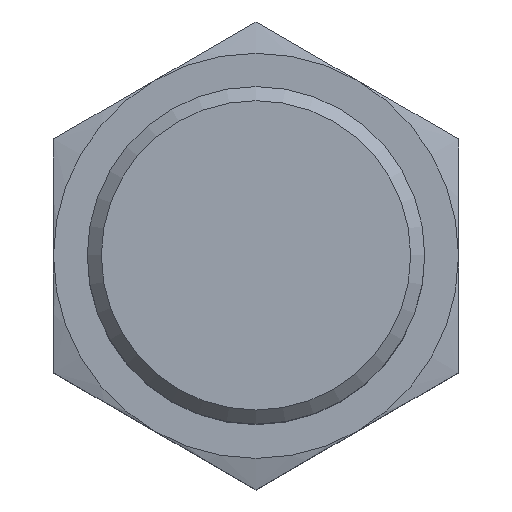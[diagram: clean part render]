
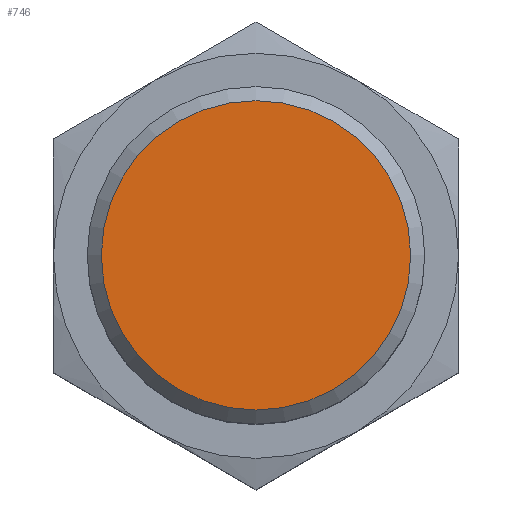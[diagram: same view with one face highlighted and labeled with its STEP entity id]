
A CAD part, top view. The second image highlights one B-rep face of the part: STEP entity #746.
In plain terms, the highlighted face is planar.
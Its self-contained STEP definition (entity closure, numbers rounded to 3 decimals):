
#108=PLANE('',#834);
#139=CIRCLE('',#835,13.75);
#195=ORIENTED_EDGE('',*,*,#399,.F.);
#399=EDGE_CURVE('',#501,#501,#139,.T.);
#501=VERTEX_POINT('',#1250);
#590=EDGE_LOOP('',(#195));
#668=FACE_BOUND('',#590,.T.);
#746=ADVANCED_FACE('',(#668),#108,.F.);
#834=AXIS2_PLACEMENT_3D('',#1248,#946,#947);
#835=AXIS2_PLACEMENT_3D('',#1249,#948,#949);
#946=DIRECTION('',(1.,0.,0.));
#947=DIRECTION('',(0.,0.,-1.));
#948=DIRECTION('',(1.,0.,0.));
#949=DIRECTION('',(0.,0.,-1.));
#1248=CARTESIAN_POINT('',(0.,0.,0.));
#1249=CARTESIAN_POINT('',(0.,0.,0.));
#1250=CARTESIAN_POINT('',(0.,0.,-13.75));
